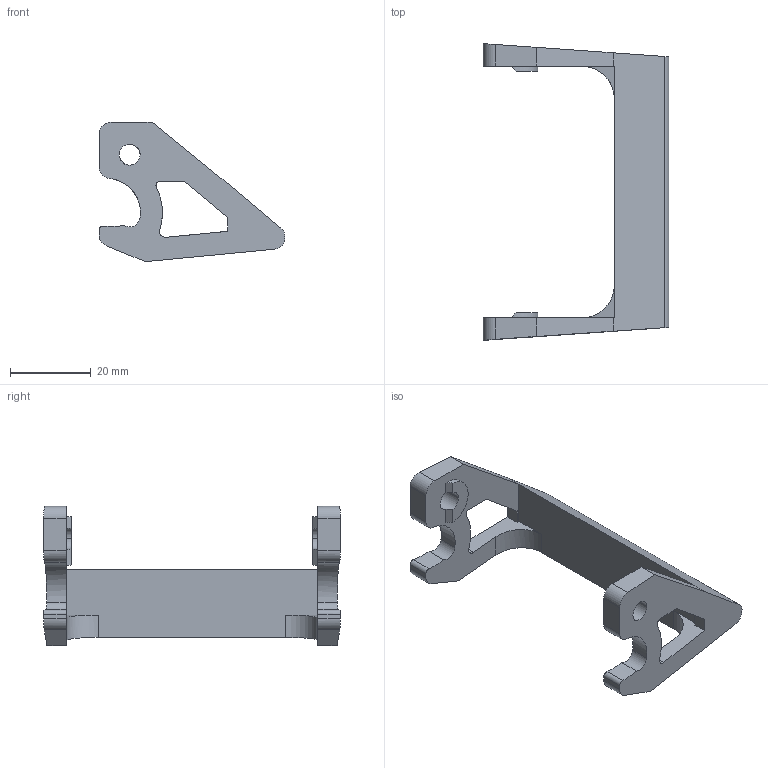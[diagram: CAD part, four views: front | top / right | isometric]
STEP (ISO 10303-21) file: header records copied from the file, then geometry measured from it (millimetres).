
FILE_DESCRIPTION(('SolidDesigner STEP Export'),'2;1');
FILE_NAME('1412591_HC_STA_B06_SL_PLBK-select.stp','2014-01-23T 8:46:39',(''),(''),'Creo Elements/Direct Modeling STEP processor for AP214 (Solid Model)','Creo Elements/Direct Modeling 18.1 06-May-2012 (C) Parametric Technology GmbH','');
FILE_SCHEMA(('AUTOMOTIVE_DESIGN { 1 0 10303 214 1 1 1 1 }'));
Length unit declared in the file: millimetre
Products named in the file (2): 1412591_HC_STA_B06_SL_PLBK-select
Assembly tree (1 placements, depth 2):
  1412591_HC_STA_B06_SL_PLBK-select
    1412591_HC_STA_B06_SL_PLBK-select
Bounding box: 46.19 x 73.7 x 34.61 mm (x, y, z)
Volume: 15565.7 mm3; surface area: 7953.9 mm2
Topology: 1 solids, 1 shells, 60 faces, 183 edges, 122 vertices
Faces by surface type: plane 31, cylinder 29
Entity records: 2572 total; most frequent: ORIENTED_EDGE 366, DIRECTION 361, CARTESIAN_POINT 357, EDGE_CURVE 183, AXIS2_PLACEMENT_3D 126, VERTEX_POINT 122, VECTOR 109, LINE 109
